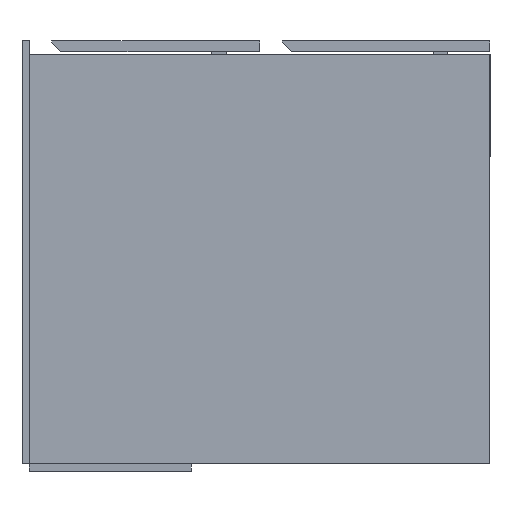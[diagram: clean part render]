
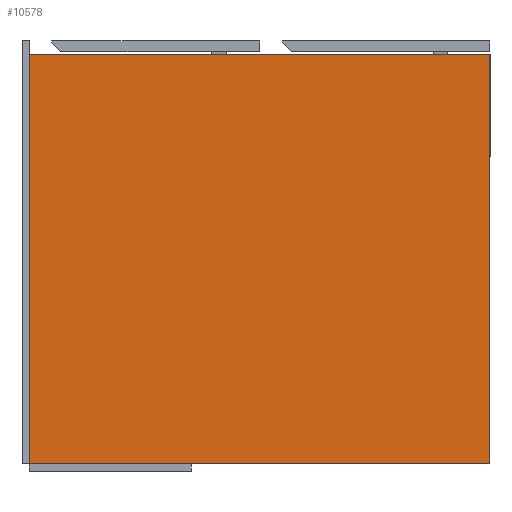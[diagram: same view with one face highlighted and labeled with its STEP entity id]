
A CAD part, left-side view. The second image highlights one B-rep face of the part: STEP entity #10578.
In plain terms, the highlighted planar face has unit normal (-1, 0, 0).
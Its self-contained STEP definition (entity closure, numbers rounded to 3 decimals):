
#111 = DIRECTION ( 'NONE',  ( 0., 0., -1. ) ) ;
#1125 = CARTESIAN_POINT ( 'NONE',  ( 2., 967.397, -470. ) ) ;
#1187 = CARTESIAN_POINT ( 'NONE',  ( 2., 0., -15. ) ) ;
#1422 = DIRECTION ( 'NONE',  ( 0., -1., 0. ) ) ;
#1473 = LINE ( 'NONE', #12935, #18966 ) ;
#1744 = ORIENTED_EDGE ( 'NONE', *, *, #12997, .T. ) ;
#1795 = VERTEX_POINT ( 'NONE', #18501 ) ;
#2290 = FACE_OUTER_BOUND ( 'NONE', #2919, .T. ) ;
#2644 = LINE ( 'NONE', #1125, #26290 ) ;
#2919 = EDGE_LOOP ( 'NONE', ( #12934, #1744, #16114, #26241 ) ) ;
#3293 = LINE ( 'NONE', #7651, #3710 ) ;
#3577 = CARTESIAN_POINT ( 'NONE',  ( 2., 512., -470. ) ) ;
#3710 = VECTOR ( 'NONE', #8077, 1000. ) ;
#4486 = DIRECTION ( 'NONE',  ( 1., 0., 0. ) ) ;
#6912 = LINE ( 'NONE', #14010, #27672 ) ;
#7331 = DIRECTION ( 'NONE',  ( 0., 0., 1. ) ) ;
#7651 = CARTESIAN_POINT ( 'NONE',  ( 2., 512., -470. ) ) ;
#8077 = DIRECTION ( 'NONE',  ( 0., 0., 1. ) ) ;
#10578 = ADVANCED_FACE ( 'NONE', ( #2290 ), #16074, .F. ) ;
#12934 = ORIENTED_EDGE ( 'NONE', *, *, #24361, .F. ) ;
#12935 = CARTESIAN_POINT ( 'NONE',  ( 2., 967.397, -15. ) ) ;
#12997 = EDGE_CURVE ( 'NONE', #24410, #1795, #2644, .T. ) ;
#13158 = AXIS2_PLACEMENT_3D ( 'NONE', #26548, #4486, #111 ) ;
#13426 = EDGE_CURVE ( 'NONE', #1795, #15338, #6912, .T. ) ;
#14010 = CARTESIAN_POINT ( 'NONE',  ( 2., 0., -470. ) ) ;
#15338 = VERTEX_POINT ( 'NONE', #1187 ) ;
#15562 = VERTEX_POINT ( 'NONE', #21094 ) ;
#16074 = PLANE ( 'NONE',  #13158 ) ;
#16114 = ORIENTED_EDGE ( 'NONE', *, *, #13426, .T. ) ;
#16732 = DIRECTION ( 'NONE',  ( 0., -1., 0. ) ) ;
#18501 = CARTESIAN_POINT ( 'NONE',  ( 2., 0., -470. ) ) ;
#18966 = VECTOR ( 'NONE', #16732, 1000. ) ;
#21094 = CARTESIAN_POINT ( 'NONE',  ( 2., 512., -15. ) ) ;
#21308 = EDGE_CURVE ( 'NONE', #15562, #15338, #1473, .T. ) ;
#24361 = EDGE_CURVE ( 'NONE', #24410, #15562, #3293, .T. ) ;
#24410 = VERTEX_POINT ( 'NONE', #3577 ) ;
#26241 = ORIENTED_EDGE ( 'NONE', *, *, #21308, .F. ) ;
#26290 = VECTOR ( 'NONE', #1422, 1000. ) ;
#26548 = CARTESIAN_POINT ( 'NONE',  ( 2., 967.397, -470. ) ) ;
#27672 = VECTOR ( 'NONE', #7331, 1000. ) ;
